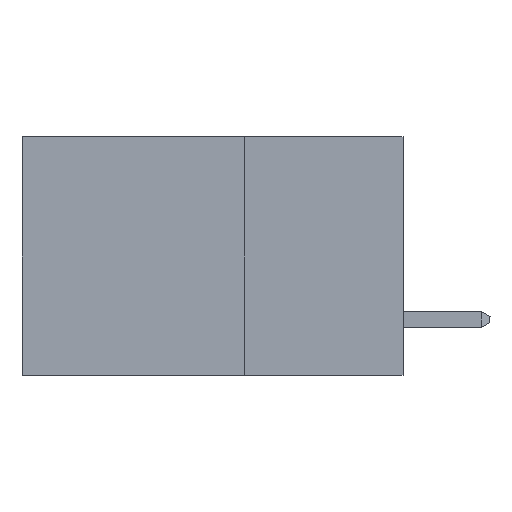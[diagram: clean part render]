
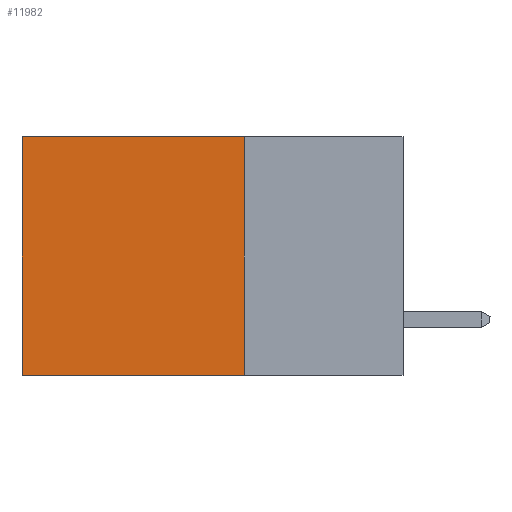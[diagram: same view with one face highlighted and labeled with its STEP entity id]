
A CAD part, left-side view. The second image highlights one B-rep face of the part: STEP entity #11982.
In plain terms, the highlighted planar face has unit normal (-1, 0, 0).
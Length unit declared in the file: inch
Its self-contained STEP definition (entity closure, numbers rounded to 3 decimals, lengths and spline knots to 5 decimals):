
#6 = VECTOR ( 'NONE', #10651, 39.37008 ) ;
#68 = EDGE_CURVE ( 'NONE', #11782, #7464, #10408, .T. ) ;
#184 = DIRECTION ( 'NONE',  ( 0., 0., -1. ) ) ;
#249 = VECTOR ( 'NONE', #5463, 39.37008 ) ;
#993 = AXIS2_PLACEMENT_3D ( 'NONE', #2590, #6653, #10709 ) ;
#1394 = LINE ( 'NONE', #5266, #249 ) ;
#1509 = ORIENTED_EDGE ( 'NONE', *, *, #8967, .F. ) ;
#2218 = ORIENTED_EDGE ( 'NONE', *, *, #9850, .T. ) ;
#2321 = FACE_OUTER_BOUND ( 'NONE', #2459, .T. ) ;
#2381 = CARTESIAN_POINT ( 'NONE',  ( 0.2875, 0.25, -0.375 ) ) ;
#2459 = EDGE_LOOP ( 'NONE', ( #2218, #4958, #1509, #10699 ) ) ;
#2488 = CARTESIAN_POINT ( 'NONE',  ( 0.2875, 0.25, 0. ) ) ;
#2590 = CARTESIAN_POINT ( 'NONE',  ( 0.2875, 0.25, -0.375 ) ) ;
#2917 = CARTESIAN_POINT ( 'NONE',  ( 0.2875, 0.6, -0.375 ) ) ;
#3258 = CARTESIAN_POINT ( 'NONE',  ( 0.2875, 0.25, -0.375 ) ) ;
#3582 = EDGE_CURVE ( 'NONE', #9422, #11566, #7517, .T. ) ;
#3588 = PLANE ( 'NONE',  #993 ) ;
#4865 = CARTESIAN_POINT ( 'NONE',  ( 0.2875, 0.6, 0. ) ) ;
#4958 = ORIENTED_EDGE ( 'NONE', *, *, #68, .F. ) ;
#5266 = CARTESIAN_POINT ( 'NONE',  ( 0.2875, 0.6, -0.375 ) ) ;
#5463 = DIRECTION ( 'NONE',  ( 0., 0., -1. ) ) ;
#5519 = CARTESIAN_POINT ( 'NONE',  ( 0.2875, 0.25, 0. ) ) ;
#6653 = DIRECTION ( 'NONE',  ( 1., 0., 0. ) ) ;
#7464 = VERTEX_POINT ( 'NONE', #2917 ) ;
#7517 = LINE ( 'NONE', #5519, #6 ) ;
#8967 = EDGE_CURVE ( 'NONE', #9422, #11782, #12515, .T. ) ;
#9422 = VERTEX_POINT ( 'NONE', #2488 ) ;
#9850 = EDGE_CURVE ( 'NONE', #11566, #7464, #1394, .T. ) ;
#10408 = LINE ( 'NONE', #12478, #11841 ) ;
#10651 = DIRECTION ( 'NONE',  ( 0., 1., 0. ) ) ;
#10674 = DIRECTION ( 'NONE',  ( 0., 1., 0. ) ) ;
#10699 = ORIENTED_EDGE ( 'NONE', *, *, #3582, .T. ) ;
#10709 = DIRECTION ( 'NONE',  ( 0., 0., -1. ) ) ;
#11566 = VERTEX_POINT ( 'NONE', #4865 ) ;
#11782 = VERTEX_POINT ( 'NONE', #3258 ) ;
#11841 = VECTOR ( 'NONE', #10674, 39.37008 ) ;
#11982 = ADVANCED_FACE ( 'NONE', ( #2321 ), #3588, .F. ) ;
#12478 = CARTESIAN_POINT ( 'NONE',  ( 0.2875, 0.25, -0.375 ) ) ;
#12515 = LINE ( 'NONE', #2381, #13004 ) ;
#13004 = VECTOR ( 'NONE', #184, 39.37008 ) ;
